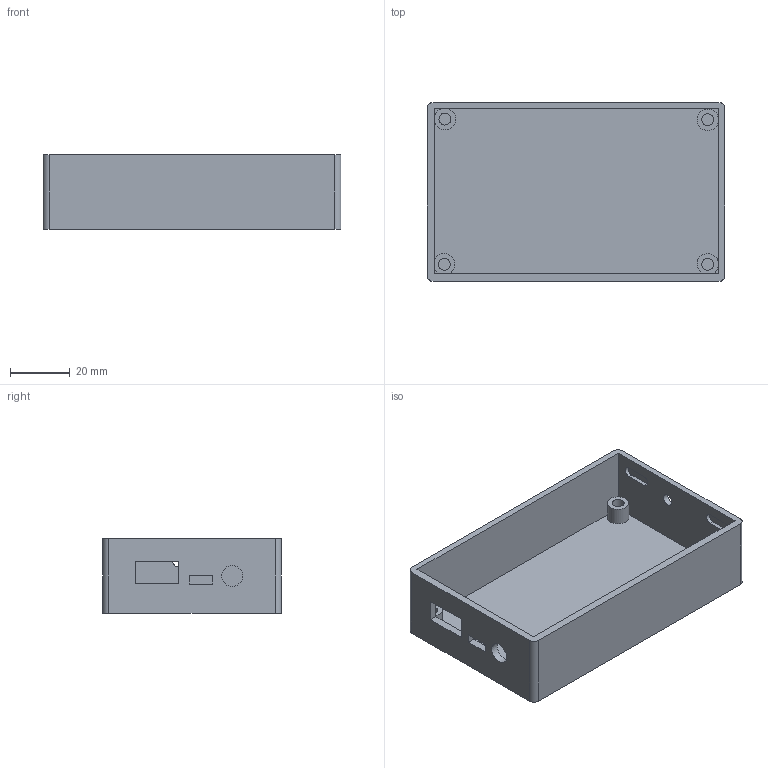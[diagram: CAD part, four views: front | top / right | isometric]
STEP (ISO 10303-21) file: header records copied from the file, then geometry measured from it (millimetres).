
FILE_DESCRIPTION(('FreeCAD Model'),'2;1');
FILE_NAME('Open CASCADE Shape Model','2022-09-01T13:54:46',(''),(''), 'Open CASCADE STEP processor 7.6','FreeCAD','Unknown');
FILE_SCHEMA(('AUTOMOTIVE_DESIGN { 1 0 10303 214 1 1 1 1 }'));
Length unit declared in the file: millimetre
Products named in the file (1): Box
Bounding box: 100 x 60 x 25 mm (x, y, z)
Volume: 29354.2 mm3; surface area: 27620 mm2
Topology: 1 solids, 3 shells, 70 faces, 168 edges, 112 vertices
Faces by surface type: plane 43, cylinder 27
Full cylindrical faces by diameter (mm): 3.96 x1, 4 x4, 7 x1, 7.2 x1
Entity records: 2082 total; most frequent: DIRECTION 364, CARTESIAN_POINT 351, ORIENTED_EDGE 336, EDGE_CURVE 168, AXIS2_PLACEMENT_3D 125, LINE 114, VECTOR 114, VERTEX_POINT 112
